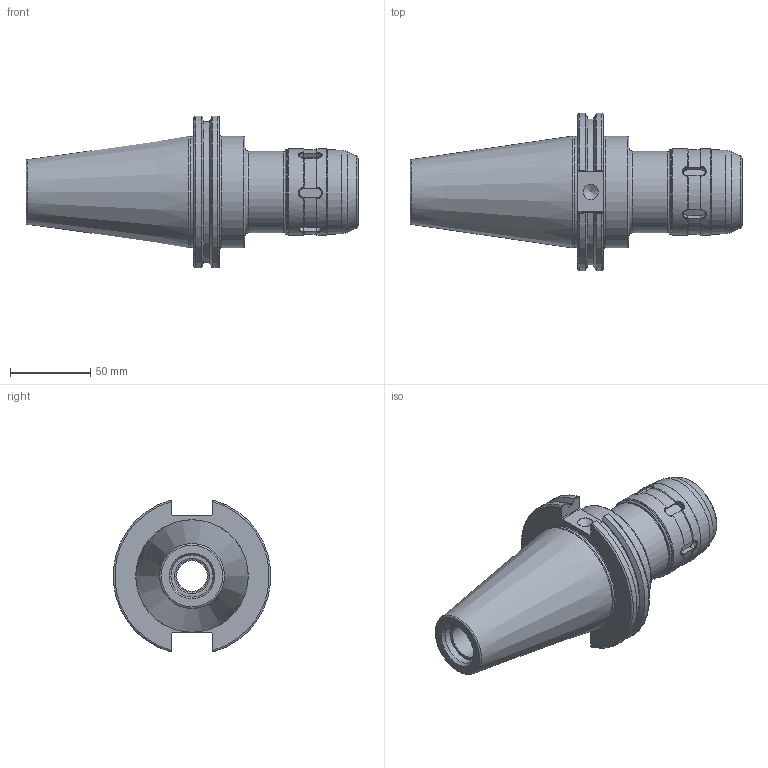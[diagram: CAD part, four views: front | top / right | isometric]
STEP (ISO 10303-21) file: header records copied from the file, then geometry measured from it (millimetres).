
FILE_DESCRIPTION(/* description */ (''),/* implementation_level */ '2;1');
FILE_NAME(/* name */ 'LL010.stp',/* time_stamp */ '2025-01-10T08:13:51+09:00',/* author */ ('eos'),/* organization */ (''),/* preprocessor_version */ 'ST-DEVELOPER v20',/* originating_system */ 'Autodesk Inventor 2025',/* authorisation */ '');
FILE_SCHEMA (('AUTOMOTIVE_DESIGN { 1 0 10303 214 3 1 1 }'));
Length unit declared in the file: millimetre
Products named in the file (3): LO-CAT50-C19.05-105; CAT50; C32-CAP
Assembly tree (2 placements, depth 2):
  LO-CAT50-C19.05-105
    CAT50
    C32-CAP
Bounding box: 207.1 x 98.06 x 94.69 mm (x, y, z)
Volume: 489896.5 mm3; surface area: 76636 mm2
Topology: 2 solids, 2 shells, 159 faces, 413 edges, 271 vertices
Faces by surface type: plane 58, cylinder 43, cone 31, torus 15, bspline 12
Full cylindrical faces by diameter (mm): 9.525 x1, 19.05 x1, 20 x1, 21 x1, 21.971 x1, 25.6 x1, 26.2 x1, 28.9 x1, 39.1 x3, 41 x2, 51 x1, 53 x1, 54 x2, 69.25 x1, 69.85 x1
Entity records: 6489 total; most frequent: CARTESIAN_POINT 2626, ORIENTED_EDGE 824, DIRECTION 737, EDGE_CURVE 412, AXIS2_PLACEMENT_3D 293, VERTEX_POINT 271, EDGE_LOOP 177, FACE_OUTER_BOUND 159
